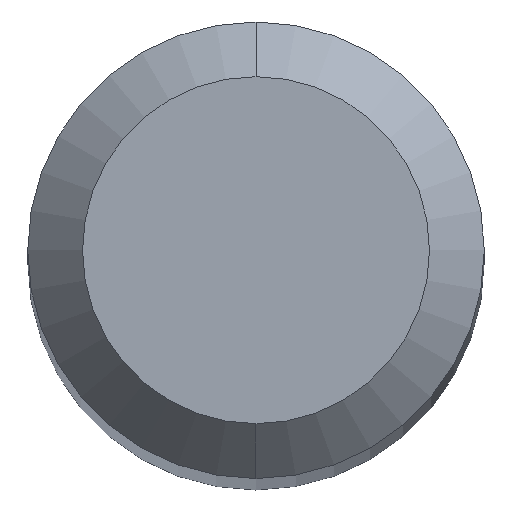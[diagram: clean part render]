
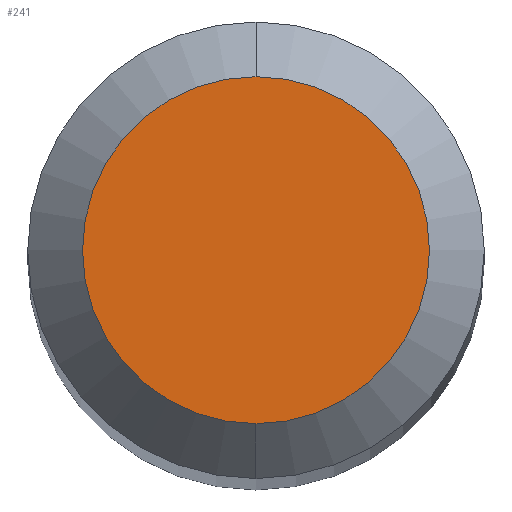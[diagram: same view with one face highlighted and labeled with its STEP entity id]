
A CAD part, top view. The second image highlights one B-rep face of the part: STEP entity #241.
In plain terms, the highlighted planar face has unit normal (0, 0, 1).
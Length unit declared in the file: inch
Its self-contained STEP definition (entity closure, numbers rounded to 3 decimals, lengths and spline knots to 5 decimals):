
#8 = DIRECTION ( 'NONE',  ( 0., 0., 1. ) ) ;
#13 = PLANE ( 'NONE',  #526 ) ;
#33 = DIRECTION ( 'NONE',  ( 0., -1., 0. ) ) ;
#78 = CIRCLE ( 'NONE', #122, 0.0475 ) ;
#122 = AXIS2_PLACEMENT_3D ( 'NONE', #151, #8, #33 ) ;
#126 = DIRECTION ( 'NONE',  ( 0., 0., -1. ) ) ;
#151 = CARTESIAN_POINT ( 'NONE',  ( 0., 0., 0. ) ) ;
#192 = DIRECTION ( 'NONE',  ( 0., 0., 1. ) ) ;
#215 = CARTESIAN_POINT ( 'NONE',  ( 0., 0.0475, 0. ) ) ;
#226 = CIRCLE ( 'NONE', #408, 0.0475 ) ;
#232 = ORIENTED_EDGE ( 'NONE', *, *, #438, .T. ) ;
#241 = ADVANCED_FACE ( 'NONE', ( #493 ), #13, .F. ) ;
#375 = CARTESIAN_POINT ( 'NONE',  ( 0., -0.0475, 0. ) ) ;
#385 = EDGE_CURVE ( 'NONE', #432, #461, #78, .T. ) ;
#390 = CARTESIAN_POINT ( 'NONE',  ( 0., 0., 0. ) ) ;
#394 = CARTESIAN_POINT ( 'NONE',  ( 0., 0.0475, 0. ) ) ;
#408 = AXIS2_PLACEMENT_3D ( 'NONE', #390, #192, #483 ) ;
#414 = ORIENTED_EDGE ( 'NONE', *, *, #385, .T. ) ;
#432 = VERTEX_POINT ( 'NONE', #394 ) ;
#438 = EDGE_CURVE ( 'NONE', #461, #432, #226, .T. ) ;
#457 = EDGE_LOOP ( 'NONE', ( #414, #232 ) ) ;
#461 = VERTEX_POINT ( 'NONE', #375 ) ;
#462 = DIRECTION ( 'NONE',  ( 0., 1., 0. ) ) ;
#483 = DIRECTION ( 'NONE',  ( 0., -1., 0. ) ) ;
#493 = FACE_OUTER_BOUND ( 'NONE', #457, .T. ) ;
#526 = AXIS2_PLACEMENT_3D ( 'NONE', #215, #126, #462 ) ;
